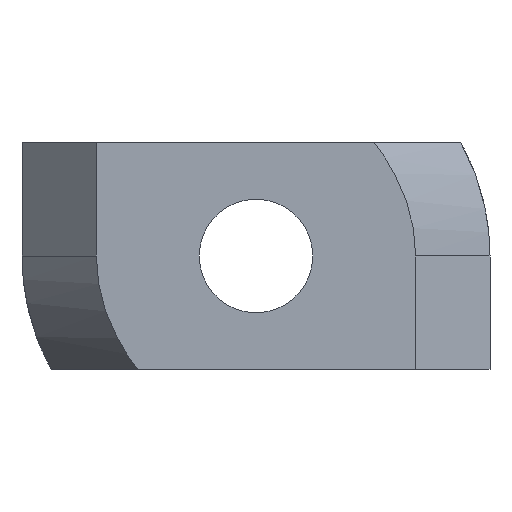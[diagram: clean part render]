
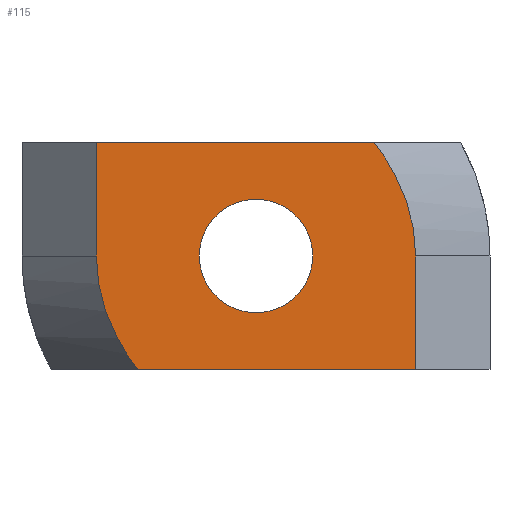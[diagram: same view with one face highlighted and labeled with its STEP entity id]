
A CAD part, front view. The second image highlights one B-rep face of the part: STEP entity #115.
In plain terms, the highlighted planar face has unit normal (0, -1, 0).
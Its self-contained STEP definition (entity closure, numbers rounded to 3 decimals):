
#115=ADVANCED_FACE('',(#233,#234),#235,.F.);
#233=FACE_BOUND('',#351,.T.);
#234=FACE_OUTER_BOUND('',#352,.T.);
#235=PLANE('',#353);
#351=EDGE_LOOP('',(#627,#628));
#352=EDGE_LOOP('',(#629,#630,#631,#632,#633,#634));
#353=AXIS2_PLACEMENT_3D('',#635,#636,#637);
#627=ORIENTED_EDGE('',*,*,#732,.T.);
#628=ORIENTED_EDGE('',*,*,#727,.T.);
#629=ORIENTED_EDGE('',*,*,#825,.T.);
#630=ORIENTED_EDGE('',*,*,#832,.T.);
#631=ORIENTED_EDGE('',*,*,#839,.T.);
#632=ORIENTED_EDGE('',*,*,#840,.T.);
#633=ORIENTED_EDGE('',*,*,#841,.T.);
#634=ORIENTED_EDGE('',*,*,#834,.T.);
#635=CARTESIAN_POINT('',(0.0,-4.5,0.0));
#636=DIRECTION('',(-0.0,1.0,0.0));
#637=DIRECTION('',(1.0,0.0,0.0));
#727=EDGE_CURVE('',#866,#863,#867,.T.);
#732=EDGE_CURVE('',#863,#866,#873,.T.);
#825=EDGE_CURVE('',#1014,#1015,#1016,.T.);
#832=EDGE_CURVE('',#1015,#1025,#1027,.T.);
#834=EDGE_CURVE('',#1029,#1014,#1030,.T.);
#839=EDGE_CURVE('',#1025,#1036,#1037,.T.);
#840=EDGE_CURVE('',#1036,#1038,#1039,.T.);
#841=EDGE_CURVE('',#1038,#1029,#1040,.T.);
#863=VERTEX_POINT('',#1066);
#866=VERTEX_POINT('',#1070);
#867=CIRCLE('',#1071,2.0);
#873=CIRCLE('',#1078,2.0);
#1014=VERTEX_POINT('',#1315);
#1015=VERTEX_POINT('',#1316);
#1016=LINE('',#1317,#1318);
#1025=VERTEX_POINT('',#1330);
#1027=ELLIPSE('',#1333,11.667,8.25);
#1029=VERTEX_POINT('',#1335);
#1030=LINE('',#1336,#1337);
#1036=VERTEX_POINT('',#1346);
#1037=LINE('',#1347,#1348);
#1038=VERTEX_POINT('',#1349);
#1039=LINE('',#1350,#1351);
#1040=ELLIPSE('',#1352,11.667,8.25);
#1066=CARTESIAN_POINT('',(2.0,-4.5,0.0));
#1070=CARTESIAN_POINT('',(-2.0,-4.5,0.));
#1071=AXIS2_PLACEMENT_3D('',#1387,#1388,#1389);
#1078=AXIS2_PLACEMENT_3D('',#1397,#1398,#1399);
#1315=CARTESIAN_POINT('',(5.63,-4.5,-4.0));
#1316=CARTESIAN_POINT('',(5.63,-4.5,0.));
#1317=CARTESIAN_POINT('',(5.63,-4.5,-1.0));
#1318=VECTOR('',#1507,1.0);
#1330=CARTESIAN_POINT('',(4.167,-4.5,4.0));
#1333=AXIS2_PLACEMENT_3D('',#1515,#1516,#1517);
#1335=CARTESIAN_POINT('',(-4.167,-4.5,-4.0));
#1336=CARTESIAN_POINT('',(0.0,-4.5,-4.0));
#1337=VECTOR('',#1518,1.0);
#1346=CARTESIAN_POINT('',(-5.63,-4.5,4.0));
#1347=CARTESIAN_POINT('',(0.0,-4.5,4.0));
#1348=VECTOR('',#1522,1.0);
#1349=CARTESIAN_POINT('',(-5.63,-4.5,0.));
#1350=CARTESIAN_POINT('',(-5.63,-4.5,1.0));
#1351=VECTOR('',#1523,1.0);
#1352=AXIS2_PLACEMENT_3D('',#1524,#1525,#1526);
#1387=CARTESIAN_POINT('',(0.0,-4.5,0.0));
#1388=DIRECTION('',(-0.0,1.0,0.0));
#1389=DIRECTION('',(1.0,0.0,0.0));
#1397=CARTESIAN_POINT('',(0.0,-4.5,0.0));
#1398=DIRECTION('',(-0.0,1.0,0.0));
#1399=DIRECTION('',(1.0,0.0,0.0));
#1507=DIRECTION('',(0.0,-0.0,1.0));
#1515=CARTESIAN_POINT('',(-6.037,-4.5,0.));
#1516=DIRECTION('',(-0.0,-1.0,0.0));
#1517=DIRECTION('',(-1.0,0.0,0.));
#1518=DIRECTION('',(1.0,0.0,0.0));
#1522=DIRECTION('',(-1.0,0.0,0.0));
#1523=DIRECTION('',(0.0,0.0,-1.0));
#1524=CARTESIAN_POINT('',(6.037,-4.5,0.));
#1525=DIRECTION('',(0.0,-1.0,-0.0));
#1526=DIRECTION('',(1.0,0.0,0.));
